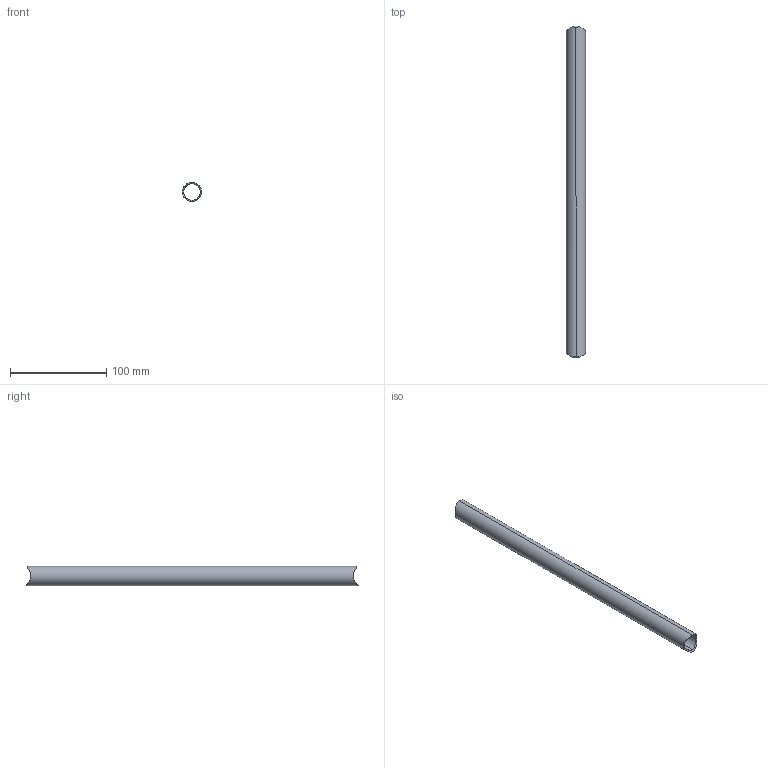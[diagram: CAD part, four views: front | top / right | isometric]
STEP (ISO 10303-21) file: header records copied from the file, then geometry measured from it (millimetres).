
FILE_DESCRIPTION(('STEP AP214'),'1');
FILE_NAME('104.stp','2018-02-08T14:11:26',(' '),(' '),'Spatial InterOp 3D',' ',' ');
FILE_SCHEMA(('automotive_design'));
Length unit declared in the file: metre
Products named in the file (1): Corps1
Bounding box: 20 x 345 x 20 mm (x, y, z)
Volume: 29529 mm3; surface area: 39581.8 mm2
Topology: 1 solids, 1 shells, 12 faces, 36 edges, 24 vertices
Faces by surface type: cylinder 12
Entity records: 1057 total; most frequent: CARTESIAN_POINT 661, ORIENTED_EDGE 72, EDGE_CURVE 36, DIRECTION 34, B_SPLINE_CURVE_WITH_KNOTS 28, VERTEX_POINT 24, STYLED_ITEM 13, PRESENTATION_STYLE_ASSIGNMENT 13
